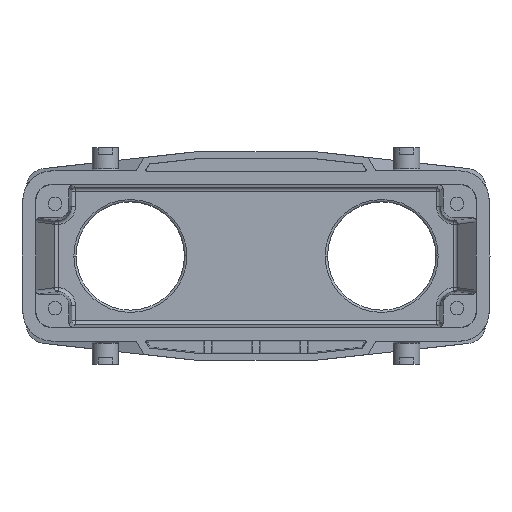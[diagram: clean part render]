
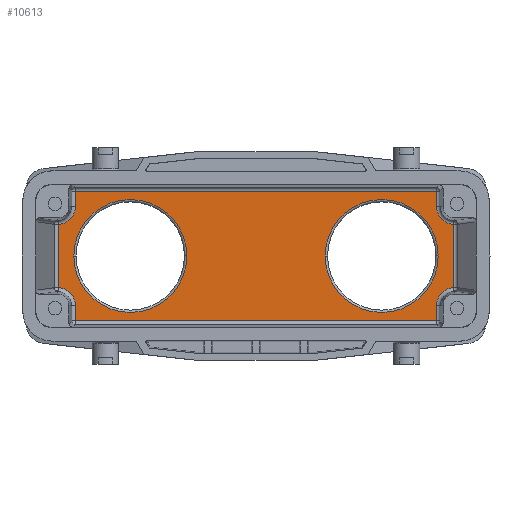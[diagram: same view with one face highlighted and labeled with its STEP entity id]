
A CAD part, front view. The second image highlights one B-rep face of the part: STEP entity #10613.
In plain terms, the highlighted planar face has unit normal (0, -1, 0).
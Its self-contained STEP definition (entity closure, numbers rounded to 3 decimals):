
#767=CARTESIAN_POINT('',(-51.35,64.,12.85));
#768=DIRECTION('',(0.,1.,0.));
#769=DIRECTION('',(1.,0.,0.));
#770=AXIS2_PLACEMENT_3D('',#767,#768,#769);
#775=DIRECTION('',(0.,0.,-1.));
#776=VECTOR('',#775,3.896);
#777=CARTESIAN_POINT('',(-46.69,64.,16.746));
#778=LINE('',#777,#776);
#782=DIRECTION('',(1.,0.,0.));
#783=VECTOR('',#782,93.38);
#784=CARTESIAN_POINT('',(-46.69,64.,16.746));
#785=LINE('',#784,#783);
#789=DIRECTION('',(0.,0.,1.));
#790=VECTOR('',#789,3.896);
#791=CARTESIAN_POINT('',(46.69,64.,12.85));
#792=LINE('',#791,#790);
#796=CARTESIAN_POINT('',(51.35,64.,12.85));
#797=DIRECTION('',(0.,1.,0.));
#798=DIRECTION('',(-0.04,0.,-0.999));
#799=AXIS2_PLACEMENT_3D('',#796,#797,#798);
#804=DIRECTION('',(0.,0.,-1.));
#805=VECTOR('',#804,16.388);
#806=CARTESIAN_POINT('',(51.166,64.,8.194));
#807=LINE('',#806,#805);
#811=CARTESIAN_POINT('',(51.35,64.,-12.85));
#812=DIRECTION('',(0.,1.,0.));
#813=DIRECTION('',(-1.,0.,0.));
#814=AXIS2_PLACEMENT_3D('',#811,#812,#813);
#819=DIRECTION('',(0.,0.,1.));
#820=VECTOR('',#819,3.896);
#821=CARTESIAN_POINT('',(46.69,64.,-16.746));
#822=LINE('',#821,#820);
#826=DIRECTION('',(-1.,0.,0.));
#827=VECTOR('',#826,93.38);
#828=CARTESIAN_POINT('',(46.69,64.,-16.746));
#829=LINE('',#828,#827);
#833=DIRECTION('',(0.,0.,-1.));
#834=VECTOR('',#833,3.896);
#835=CARTESIAN_POINT('',(-46.69,64.,-12.85));
#836=LINE('',#835,#834);
#840=CARTESIAN_POINT('',(-51.35,64.,-12.85));
#841=DIRECTION('',(0.,1.,0.));
#842=DIRECTION('',(0.04,0.,0.999));
#843=AXIS2_PLACEMENT_3D('',#840,#841,#842);
#848=DIRECTION('',(0.,0.,-1.));
#849=VECTOR('',#848,16.388);
#850=CARTESIAN_POINT('',(-51.166,64.,8.194));
#851=LINE('',#850,#849);
#855=CARTESIAN_POINT('',(32.5,64.,0.));
#856=DIRECTION('',(0.,1.,0.));
#857=DIRECTION('',(-1.,0.,0.));
#858=AXIS2_PLACEMENT_3D('',#855,#856,#857);
#863=CARTESIAN_POINT('',(32.5,64.,0.));
#864=DIRECTION('',(0.,1.,0.));
#865=DIRECTION('',(1.,0.,0.));
#866=AXIS2_PLACEMENT_3D('',#863,#864,#865);
#871=CARTESIAN_POINT('',(-32.5,64.,0.));
#872=DIRECTION('',(0.,1.,0.));
#873=DIRECTION('',(-1.,0.,0.));
#874=AXIS2_PLACEMENT_3D('',#871,#872,#873);
#879=CARTESIAN_POINT('',(-32.5,64.,0.));
#880=DIRECTION('',(0.,1.,0.));
#881=DIRECTION('',(1.,0.,0.));
#882=AXIS2_PLACEMENT_3D('',#879,#880,#881);
#9690=CARTESIAN_POINT('',(-46.69,64.,12.85));
#9691=CARTESIAN_POINT('',(-51.166,64.,8.194));
#9692=VERTEX_POINT('',#9690);
#9693=VERTEX_POINT('',#9691);
#9694=CARTESIAN_POINT('',(-46.69,64.,16.746));
#9695=VERTEX_POINT('',#9694);
#9704=CARTESIAN_POINT('',(46.69,64.,16.746));
#9705=VERTEX_POINT('',#9704);
#9714=CARTESIAN_POINT('',(51.166,64.,8.194));
#9715=CARTESIAN_POINT('',(46.69,64.,12.85));
#9716=VERTEX_POINT('',#9714);
#9717=VERTEX_POINT('',#9715);
#9731=CARTESIAN_POINT('',(51.166,64.,-8.194));
#9732=VERTEX_POINT('',#9731);
#9746=CARTESIAN_POINT('',(46.69,64.,-12.85));
#9747=VERTEX_POINT('',#9746);
#9748=CARTESIAN_POINT('',(46.69,64.,-16.746));
#9749=VERTEX_POINT('',#9748);
#9758=CARTESIAN_POINT('',(-46.69,64.,-16.746));
#9759=VERTEX_POINT('',#9758);
#9768=CARTESIAN_POINT('',(-51.166,64.,-8.194));
#9769=CARTESIAN_POINT('',(-46.69,64.,-12.85));
#9770=VERTEX_POINT('',#9768);
#9771=VERTEX_POINT('',#9769);
#10029=CARTESIAN_POINT('',(17.9,64.,0.));
#10030=CARTESIAN_POINT('',(47.1,64.,0.));
#10031=VERTEX_POINT('',#10029);
#10032=VERTEX_POINT('',#10030);
#10037=CARTESIAN_POINT('',(-47.1,64.,0.));
#10038=CARTESIAN_POINT('',(-17.9,64.,0.));
#10039=VERTEX_POINT('',#10037);
#10040=VERTEX_POINT('',#10038);
#10572=CARTESIAN_POINT('',(-49.697,64.,-21.5));
#10573=DIRECTION('',(0.,-1.,0.));
#10574=DIRECTION('',(0.,0.,-1.));
#10575=AXIS2_PLACEMENT_3D('',#10572,#10573,#10574);
#10576=PLANE('',#10575);
#10578=ORIENTED_EDGE('',*,*,#10577,.F.);
#10580=ORIENTED_EDGE('',*,*,#10579,.F.);
#10582=ORIENTED_EDGE('',*,*,#10581,.T.);
#10584=ORIENTED_EDGE('',*,*,#10583,.F.);
#10586=ORIENTED_EDGE('',*,*,#10585,.F.);
#10588=ORIENTED_EDGE('',*,*,#10587,.T.);
#10589=ORIENTED_EDGE('',*,*,#10551,.F.);
#10590=ORIENTED_EDGE('',*,*,#10562,.F.);
#10592=ORIENTED_EDGE('',*,*,#10591,.T.);
#10594=ORIENTED_EDGE('',*,*,#10593,.F.);
#10596=ORIENTED_EDGE('',*,*,#10595,.F.);
#10598=ORIENTED_EDGE('',*,*,#10597,.F.);
#10599=EDGE_LOOP('',(#10578,#10580,#10582,#10584,#10586,#10588,#10589,#10590,
#10592,#10594,#10596,#10598));
#10600=FACE_OUTER_BOUND('',#10599,.F.);
#10602=ORIENTED_EDGE('',*,*,#10601,.F.);
#10604=ORIENTED_EDGE('',*,*,#10603,.F.);
#10605=EDGE_LOOP('',(#10602,#10604));
#10606=FACE_BOUND('',#10605,.F.);
#10608=ORIENTED_EDGE('',*,*,#10607,.F.);
#10610=ORIENTED_EDGE('',*,*,#10609,.F.);
#10611=EDGE_LOOP('',(#10608,#10610));
#10612=FACE_BOUND('',#10611,.F.);
#10613=ADVANCED_FACE('',(#10600,#10606,#10612),#10576,.T.);
#771=CIRCLE('',#770,4.66);
#800=CIRCLE('',#799,4.66);
#815=CIRCLE('',#814,4.66);
#844=CIRCLE('',#843,4.66);
#859=CIRCLE('',#858,14.6);
#867=CIRCLE('',#866,14.6);
#875=CIRCLE('',#874,14.6);
#883=CIRCLE('',#882,14.6);
#10551=EDGE_CURVE('',#9747,#9732,#815,.T.);
#10562=EDGE_CURVE('',#9749,#9747,#822,.T.);
#10577=EDGE_CURVE('',#9692,#9693,#771,.T.);
#10579=EDGE_CURVE('',#9695,#9692,#778,.T.);
#10581=EDGE_CURVE('',#9695,#9705,#785,.T.);
#10583=EDGE_CURVE('',#9717,#9705,#792,.T.);
#10585=EDGE_CURVE('',#9716,#9717,#800,.T.);
#10587=EDGE_CURVE('',#9716,#9732,#807,.T.);
#10591=EDGE_CURVE('',#9749,#9759,#829,.T.);
#10593=EDGE_CURVE('',#9771,#9759,#836,.T.);
#10595=EDGE_CURVE('',#9770,#9771,#844,.T.);
#10597=EDGE_CURVE('',#9693,#9770,#851,.T.);
#10601=EDGE_CURVE('',#10031,#10032,#859,.T.);
#10603=EDGE_CURVE('',#10032,#10031,#867,.T.);
#10607=EDGE_CURVE('',#10039,#10040,#875,.T.);
#10609=EDGE_CURVE('',#10040,#10039,#883,.T.);
